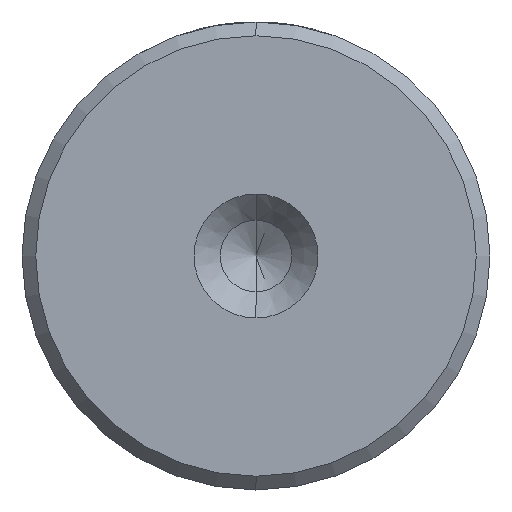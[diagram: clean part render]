
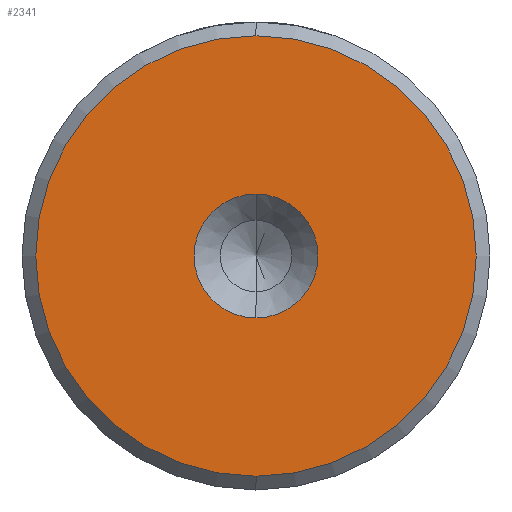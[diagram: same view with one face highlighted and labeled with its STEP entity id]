
A CAD part, left-side view. The second image highlights one B-rep face of the part: STEP entity #2341.
In plain terms, the highlighted planar face has unit normal (-1, 0, 0).
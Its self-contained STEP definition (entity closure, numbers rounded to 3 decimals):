
#37 = AXIS2_PLACEMENT_3D ( 'NONE', #2190, #899, #2401 ) ;
#113 = CARTESIAN_POINT ( 'NONE',  ( 0., 0., -8. ) ) ;
#336 = VERTEX_POINT ( 'NONE', #1256 ) ;
#341 = CARTESIAN_POINT ( 'NONE',  ( 0., 0., 8. ) ) ;
#422 = AXIS2_PLACEMENT_3D ( 'NONE', #681, #2183, #886 ) ;
#440 = VERTEX_POINT ( 'NONE', #113 ) ;
#639 = VERTEX_POINT ( 'NONE', #341 ) ;
#681 = CARTESIAN_POINT ( 'NONE',  ( 0., 0., 0. ) ) ;
#693 = CARTESIAN_POINT ( 'NONE',  ( 0., 0., 0. ) ) ;
#723 = CARTESIAN_POINT ( 'NONE',  ( 0., 0., 0. ) ) ;
#741 = FACE_BOUND ( 'NONE', #2269, .T. ) ;
#824 = CIRCLE ( 'NONE', #1639, 8. ) ;
#886 = DIRECTION ( 'NONE',  ( 0., 0., 1. ) ) ;
#899 = DIRECTION ( 'NONE',  ( -1., 0., 0. ) ) ;
#903 = DIRECTION ( 'NONE',  ( 0., 0., 1. ) ) ;
#920 = EDGE_LOOP ( 'NONE', ( #1240, #2557 ) ) ;
#937 = DIRECTION ( 'NONE',  ( 0., 0., 1. ) ) ;
#938 = CARTESIAN_POINT ( 'NONE',  ( 0., 0., 0. ) ) ;
#1074 = CARTESIAN_POINT ( 'NONE',  ( 0., 0., 2.25 ) ) ;
#1157 = DIRECTION ( 'NONE',  ( 0., 0., 1. ) ) ;
#1240 = ORIENTED_EDGE ( 'NONE', *, *, #1697, .T. ) ;
#1256 = CARTESIAN_POINT ( 'NONE',  ( 0., 0., -2.25 ) ) ;
#1257 = EDGE_CURVE ( 'NONE', #1542, #336, #1655, .T. ) ;
#1265 = ORIENTED_EDGE ( 'NONE', *, *, #1257, .F. ) ;
#1470 = AXIS2_PLACEMENT_3D ( 'NONE', #938, #2439, #1157 ) ;
#1513 = CIRCLE ( 'NONE', #37, 8. ) ;
#1542 = VERTEX_POINT ( 'NONE', #1074 ) ;
#1591 = PLANE ( 'NONE',  #1470 ) ;
#1639 = AXIS2_PLACEMENT_3D ( 'NONE', #723, #2228, #937 ) ;
#1655 = CIRCLE ( 'NONE', #2584, 2.25 ) ;
#1697 = EDGE_CURVE ( 'NONE', #440, #639, #824, .T. ) ;
#2183 = DIRECTION ( 'NONE',  ( -1., 0., 0. ) ) ;
#2190 = CARTESIAN_POINT ( 'NONE',  ( 0., 0., 0. ) ) ;
#2195 = DIRECTION ( 'NONE',  ( -1., 0., 0. ) ) ;
#2208 = EDGE_CURVE ( 'NONE', #639, #440, #1513, .T. ) ;
#2216 = ORIENTED_EDGE ( 'NONE', *, *, #2543, .F. ) ;
#2228 = DIRECTION ( 'NONE',  ( -1., 0., 0. ) ) ;
#2269 = EDGE_LOOP ( 'NONE', ( #1265, #2216 ) ) ;
#2341 = ADVANCED_FACE ( 'NONE', ( #2379, #741 ), #1591, .T. ) ;
#2379 = FACE_OUTER_BOUND ( 'NONE', #920, .T. ) ;
#2401 = DIRECTION ( 'NONE',  ( 0., 0., 1. ) ) ;
#2439 = DIRECTION ( 'NONE',  ( -1., 0., 0. ) ) ;
#2543 = EDGE_CURVE ( 'NONE', #336, #1542, #2611, .T. ) ;
#2557 = ORIENTED_EDGE ( 'NONE', *, *, #2208, .T. ) ;
#2584 = AXIS2_PLACEMENT_3D ( 'NONE', #693, #2195, #903 ) ;
#2611 = CIRCLE ( 'NONE', #422, 2.25 ) ;
